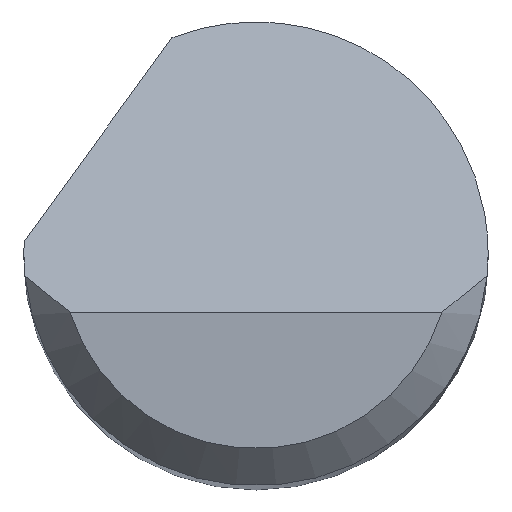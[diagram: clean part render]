
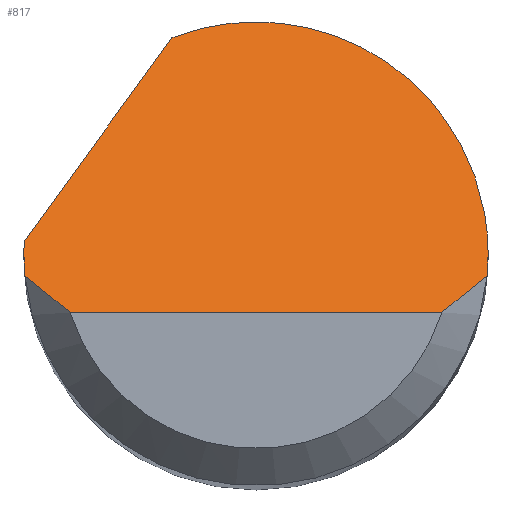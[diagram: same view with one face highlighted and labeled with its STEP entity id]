
A CAD part, top view. The second image highlights one B-rep face of the part: STEP entity #817.
In plain terms, the highlighted planar face has unit normal (0, 0.707, 0.707).
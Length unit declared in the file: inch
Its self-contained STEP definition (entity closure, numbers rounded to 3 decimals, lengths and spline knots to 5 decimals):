
#16 = EDGE_CURVE ( 'NONE', #409, #596, #991, .T. ) ;
#18 = ORIENTED_EDGE ( 'NONE', *, *, #599, .F. ) ;
#41 = CARTESIAN_POINT ( 'NONE',  ( 0.09375, 0., 1.97625 ) ) ;
#55 = EDGE_CURVE ( 'NONE', #679, #795, #380, .T. ) ;
#56 = CARTESIAN_POINT ( 'NONE',  ( 0.07508, -0.02375, 2. ) ) ;
#76 = CARTESIAN_POINT ( 'NONE',  ( 0.09375, 0., 1.97625 ) ) ;
#130 = DIRECTION ( 'NONE',  ( 1., 0., 0. ) ) ;
#134 = CARTESIAN_POINT ( 'NONE',  ( 0.09375, 0.07266, 1.90359 ) ) ;
#136 = ORIENTED_EDGE ( 'NONE', *, *, #608, .T. ) ;
#151 = CARTESIAN_POINT ( 'NONE',  ( 0.09361, -0.00584, 1.98209 ) ) ;
#154 = CARTESIAN_POINT ( 'NONE',  ( -0.09375, 0., 1.97625 ) ) ;
#155 = CARTESIAN_POINT ( 'NONE',  ( -0.11014, -0.01781, 1.99406 ) ) ;
#164 = CARTESIAN_POINT ( 'NONE',  ( -0.09334, -0.00875, 1.985 ) ) ;
#202 = PLANE ( 'NONE',  #943 ) ;
#221 = CARTESIAN_POINT ( 'NONE',  ( -0.08157, -0.019, 1.99525 ) ) ;
#238 = DIRECTION ( 'NONE',  ( 0.456, 0.629, -0.629 ) ) ;
#251 = VERTEX_POINT ( 'NONE', #76 ) ;
#278 = ORIENTED_EDGE ( 'NONE', *, *, #1077, .F. ) ;
#296 = VERTEX_POINT ( 'NONE', #1059 ) ;
#309 = CARTESIAN_POINT ( 'NONE',  ( -0.09362, 0.005, 1.97125 ) ) ;
#331 =( BOUNDED_CURVE ( )  B_SPLINE_CURVE ( 3, ( #164, #360, #1025, #825 ),
 .UNSPECIFIED., .F., .F. ) 
 B_SPLINE_CURVE_WITH_KNOTS ( ( 4, 4 ),
 ( 4.61892, 4.71239 ),
 .UNSPECIFIED. ) 
 CURVE ( )  GEOMETRIC_REPRESENTATION_ITEM ( )  RATIONAL_B_SPLINE_CURVE ( ( 1., 0.999, 0.999, 1. ) ) 
 REPRESENTATION_ITEM ( '' )  );
#339 = EDGE_CURVE ( 'NONE', #389, #409, #1117, .T. ) ;
#353 = EDGE_CURVE ( 'NONE', #296, #679, #687, .T. ) ;
#359 = ORIENTED_EDGE ( 'NONE', *, *, #353, .T. ) ;
#360 = CARTESIAN_POINT ( 'NONE',  ( -0.09361, -0.00584, 1.98209 ) ) ;
#380 = B_SPLINE_CURVE_WITH_KNOTS ( 'NONE', 3,
 ( #56, #1096, #529, #535 ),
 .UNSPECIFIED., .F., .F.,
 ( 4, 4 ),
 ( 0., 0.00071 ),
 .UNSPECIFIED. ) ;
#389 = VERTEX_POINT ( 'NONE', #154 ) ;
#395 =( BOUNDED_CURVE ( )  B_SPLINE_CURVE ( 3, ( #983, #692, #134, #41 ),
 .UNSPECIFIED., .F., .F. ) 
 B_SPLINE_CURVE_WITH_KNOTS ( ( 4, 4 ),
 ( 5.91277, 7.85398 ),
 .UNSPECIFIED. ) 
 CURVE ( )  GEOMETRIC_REPRESENTATION_ITEM ( )  RATIONAL_B_SPLINE_CURVE ( ( 1., 0.71, 0.71, 1. ) ) 
 REPRESENTATION_ITEM ( '' )  );
#406 = CARTESIAN_POINT ( 'NONE',  ( -0.09334, -0.00875, 1.985 ) ) ;
#409 = VERTEX_POINT ( 'NONE', #498 ) ;
#410 = VECTOR ( 'NONE', #130, 39.37008 ) ;
#472 = FACE_OUTER_BOUND ( 'NONE', #674, .T. ) ;
#498 = CARTESIAN_POINT ( 'NONE',  ( -0.09362, 0.005, 1.97125 ) ) ;
#520 = CARTESIAN_POINT ( 'NONE',  ( 0.09334, -0.00875, 1.985 ) ) ;
#529 = CARTESIAN_POINT ( 'NONE',  ( 0.08761, -0.01397, 1.99022 ) ) ;
#535 = CARTESIAN_POINT ( 'NONE',  ( 0.09334, -0.00875, 1.985 ) ) ;
#577 = CARTESIAN_POINT ( 'NONE',  ( -0.09375, -0.02375, 2. ) ) ;
#595 = CARTESIAN_POINT ( 'NONE',  ( -0.07508, -0.02375, 2. ) ) ;
#596 = VERTEX_POINT ( 'NONE', #1085 ) ;
#599 = EDGE_CURVE ( 'NONE', #596, #251, #395, .T. ) ;
#608 = EDGE_CURVE ( 'NONE', #746, #296, #614, .T. ) ;
#611 = CARTESIAN_POINT ( 'NONE',  ( 0.09375, 0., 1.97625 ) ) ;
#614 = B_SPLINE_CURVE_WITH_KNOTS ( 'NONE', 3,
 ( #406, #1170, #221, #595 ),
 .UNSPECIFIED., .F., .F.,
 ( 4, 4 ),
 ( 0., 0.00071 ),
 .UNSPECIFIED. ) ;
#674 = EDGE_LOOP ( 'NONE', ( #359, #778, #1146, #18, #1152, #753, #278, #136 ) ) ;
#679 = VERTEX_POINT ( 'NONE', #946 ) ;
#687 = LINE ( 'NONE', #1175, #410 ) ;
#692 = CARTESIAN_POINT ( 'NONE',  ( 0.03379, 0.11369, 1.86256 ) ) ;
#746 = VERTEX_POINT ( 'NONE', #1158 ) ;
#753 = ORIENTED_EDGE ( 'NONE', *, *, #339, .F. ) ;
#778 = ORIENTED_EDGE ( 'NONE', *, *, #55, .T. ) ;
#784 = CARTESIAN_POINT ( 'NONE',  ( -0.09375, 0.00167, 1.97458 ) ) ;
#795 = VERTEX_POINT ( 'NONE', #870 ) ;
#810 = VECTOR ( 'NONE', #238, 39.37008 ) ;
#817 = ADVANCED_FACE ( 'NONE', ( #472 ), #202, .F. ) ;
#825 = CARTESIAN_POINT ( 'NONE',  ( -0.09375, 0., 1.97625 ) ) ;
#870 = CARTESIAN_POINT ( 'NONE',  ( 0.09334, -0.00875, 1.985 ) ) ;
#888 =( BOUNDED_CURVE ( )  B_SPLINE_CURVE ( 3, ( #611, #1187, #151, #520 ),
 .UNSPECIFIED., .F., .F. ) 
 B_SPLINE_CURVE_WITH_KNOTS ( ( 4, 4 ),
 ( 1.5708, 1.66427 ),
 .UNSPECIFIED. ) 
 CURVE ( )  GEOMETRIC_REPRESENTATION_ITEM ( )  RATIONAL_B_SPLINE_CURVE ( ( 1., 0.999, 0.999, 1. ) ) 
 REPRESENTATION_ITEM ( '' )  );
#943 = AXIS2_PLACEMENT_3D ( 'NONE', #577, #1050, #963 ) ;
#946 = CARTESIAN_POINT ( 'NONE',  ( 0.07508, -0.02375, 2. ) ) ;
#959 = EDGE_CURVE ( 'NONE', #251, #795, #888, .T. ) ;
#960 = CARTESIAN_POINT ( 'NONE',  ( -0.09375, 0., 1.97625 ) ) ;
#963 = DIRECTION ( 'NONE',  ( 0., 0.707, -0.707 ) ) ;
#980 = CARTESIAN_POINT ( 'NONE',  ( -0.09371, 0.00333, 1.97292 ) ) ;
#983 = CARTESIAN_POINT ( 'NONE',  ( -0.03394, 0.08739, 1.88886 ) ) ;
#991 = LINE ( 'NONE', #155, #810 ) ;
#1025 = CARTESIAN_POINT ( 'NONE',  ( -0.09375, -0.00292, 1.97917 ) ) ;
#1050 = DIRECTION ( 'NONE',  ( 0., -0.707, -0.707 ) ) ;
#1059 = CARTESIAN_POINT ( 'NONE',  ( -0.07508, -0.02375, 2. ) ) ;
#1077 = EDGE_CURVE ( 'NONE', #746, #389, #331, .T. ) ;
#1085 = CARTESIAN_POINT ( 'NONE',  ( -0.03394, 0.08739, 1.88886 ) ) ;
#1096 = CARTESIAN_POINT ( 'NONE',  ( 0.08157, -0.019, 1.99525 ) ) ;
#1117 =( BOUNDED_CURVE ( )  B_SPLINE_CURVE ( 3, ( #960, #784, #980, #309 ),
 .UNSPECIFIED., .F., .F. ) 
 B_SPLINE_CURVE_WITH_KNOTS ( ( 4, 4 ),
 ( 4.71239, 4.76575 ),
 .UNSPECIFIED. ) 
 CURVE ( )  GEOMETRIC_REPRESENTATION_ITEM ( )  RATIONAL_B_SPLINE_CURVE ( ( 1., 1., 1., 1. ) ) 
 REPRESENTATION_ITEM ( '' )  );
#1146 = ORIENTED_EDGE ( 'NONE', *, *, #959, .F. ) ;
#1152 = ORIENTED_EDGE ( 'NONE', *, *, #16, .F. ) ;
#1158 = CARTESIAN_POINT ( 'NONE',  ( -0.09334, -0.00875, 1.985 ) ) ;
#1170 = CARTESIAN_POINT ( 'NONE',  ( -0.08761, -0.01397, 1.99022 ) ) ;
#1175 = CARTESIAN_POINT ( 'NONE',  ( 0., -0.02375, 2. ) ) ;
#1187 = CARTESIAN_POINT ( 'NONE',  ( 0.09375, -0.00292, 1.97917 ) ) ;
